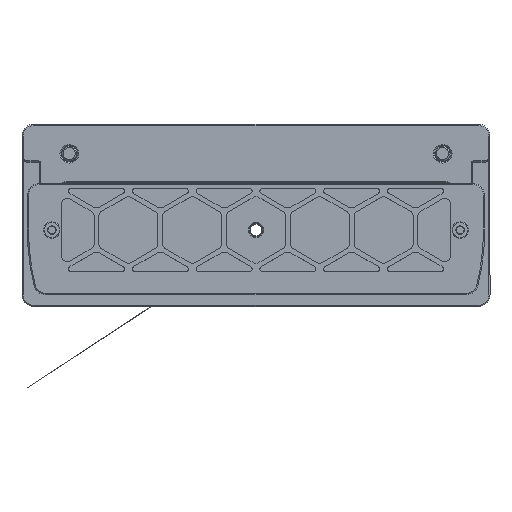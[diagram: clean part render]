
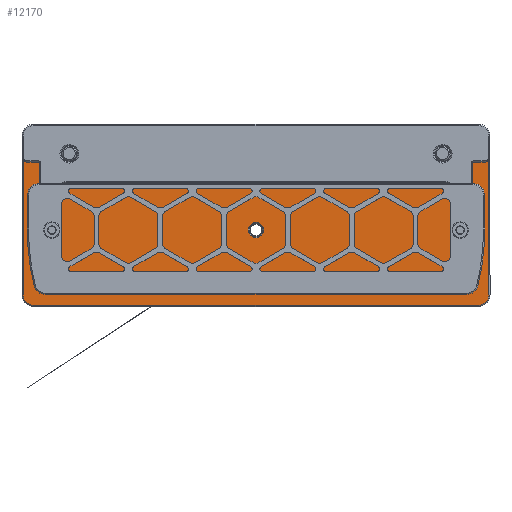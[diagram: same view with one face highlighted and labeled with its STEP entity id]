
A CAD part, top view. The second image highlights one B-rep face of the part: STEP entity #12170.
In plain terms, the highlighted face is planar.
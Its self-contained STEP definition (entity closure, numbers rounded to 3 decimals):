
#1703=LINE('',#46062,#2576);
#1705=LINE('',#46069,#2578);
#1708=LINE('',#46077,#2581);
#1711=LINE('',#46084,#2584);
#2576=VECTOR('',#16187,10.);
#2578=VECTOR('',#16195,10.);
#2581=VECTOR('',#16204,10.);
#2584=VECTOR('',#16213,10.);
#2771=FACE_BOUND('',#4212,.T.);
#2772=FACE_BOUND('',#4213,.T.);
#2773=FACE_BOUND('',#4214,.T.);
#2774=FACE_BOUND('',#4215,.T.);
#2775=FACE_BOUND('',#4216,.T.);
#3449=FACE_OUTER_BOUND('',#4211,.T.);
#4211=EDGE_LOOP('',(#11168,#11169,#11170,#11171,#11172,#11173,#11174,#11175));
#4212=EDGE_LOOP('',(#11176));
#4213=EDGE_LOOP('',(#11177));
#4214=EDGE_LOOP('',(#11178));
#4215=EDGE_LOOP('',(#11179));
#4216=EDGE_LOOP('',(#11180));
#4670=CIRCLE('',#13269,3.6);
#4671=CIRCLE('',#13272,3.6);
#4672=CIRCLE('',#13275,3.6);
#4673=CIRCLE('',#13278,3.6);
#4681=CIRCLE('',#13293,2.6);
#4682=CIRCLE('',#13294,3.15);
#4683=CIRCLE('',#13295,2.75);
#4684=CIRCLE('',#13296,3.15);
#4685=CIRCLE('',#13297,2.75);
#5818=VERTEX_POINT('',#46054);
#5819=VERTEX_POINT('',#46056);
#5820=VERTEX_POINT('',#46060);
#5821=VERTEX_POINT('',#46064);
#5822=VERTEX_POINT('',#46068);
#5823=VERTEX_POINT('',#46072);
#5824=VERTEX_POINT('',#46076);
#5825=VERTEX_POINT('',#46080);
#5832=VERTEX_POINT('',#46106);
#5833=VERTEX_POINT('',#46108);
#5834=VERTEX_POINT('',#46110);
#5835=VERTEX_POINT('',#46112);
#5836=VERTEX_POINT('',#46114);
#7593=EDGE_CURVE('',#5819,#5818,#4670,.T.);
#7595=EDGE_CURVE('',#5818,#5820,#1703,.T.);
#7597=EDGE_CURVE('',#5820,#5821,#4671,.T.);
#7598=EDGE_CURVE('',#5821,#5822,#1705,.T.);
#7601=EDGE_CURVE('',#5822,#5823,#4672,.T.);
#7602=EDGE_CURVE('',#5823,#5824,#1708,.T.);
#7605=EDGE_CURVE('',#5824,#5825,#4673,.T.);
#7606=EDGE_CURVE('',#5825,#5819,#1711,.T.);
#7616=EDGE_CURVE('',#5832,#5832,#4681,.T.);
#7617=EDGE_CURVE('',#5833,#5833,#4682,.T.);
#7618=EDGE_CURVE('',#5834,#5834,#4683,.T.);
#7619=EDGE_CURVE('',#5835,#5835,#4684,.T.);
#7620=EDGE_CURVE('',#5836,#5836,#4685,.T.);
#11168=ORIENTED_EDGE('',*,*,#7606,.F.);
#11169=ORIENTED_EDGE('',*,*,#7605,.F.);
#11170=ORIENTED_EDGE('',*,*,#7602,.F.);
#11171=ORIENTED_EDGE('',*,*,#7601,.F.);
#11172=ORIENTED_EDGE('',*,*,#7598,.F.);
#11173=ORIENTED_EDGE('',*,*,#7597,.F.);
#11174=ORIENTED_EDGE('',*,*,#7595,.F.);
#11175=ORIENTED_EDGE('',*,*,#7593,.F.);
#11176=ORIENTED_EDGE('',*,*,#7616,.F.);
#11177=ORIENTED_EDGE('',*,*,#7617,.F.);
#11178=ORIENTED_EDGE('',*,*,#7618,.F.);
#11179=ORIENTED_EDGE('',*,*,#7619,.F.);
#11180=ORIENTED_EDGE('',*,*,#7620,.F.);
#11496=PLANE('',#13292);
#12170=ADVANCED_FACE('',(#3449,#2771,#2772,#2773,#2774,#2775),#11496,.F.);
#13269=AXIS2_PLACEMENT_3D('',#46058,#16182,#16183);
#13272=AXIS2_PLACEMENT_3D('',#46066,#16191,#16192);
#13275=AXIS2_PLACEMENT_3D('',#46074,#16200,#16201);
#13278=AXIS2_PLACEMENT_3D('',#46082,#16209,#16210);
#13292=AXIS2_PLACEMENT_3D('',#46105,#16240,#16241);
#13293=AXIS2_PLACEMENT_3D('',#46107,#16242,#16243);
#13294=AXIS2_PLACEMENT_3D('',#46109,#16244,#16245);
#13295=AXIS2_PLACEMENT_3D('',#46111,#16246,#16247);
#13296=AXIS2_PLACEMENT_3D('',#46113,#16248,#16249);
#13297=AXIS2_PLACEMENT_3D('',#46115,#16250,#16251);
#16182=DIRECTION('center_axis',(-1.,0.,0.));
#16183=DIRECTION('ref_axis',(0.,0.707,0.707));
#16187=DIRECTION('',(0.,0.,-1.));
#16191=DIRECTION('center_axis',(-1.,0.,0.));
#16192=DIRECTION('ref_axis',(0.,0.707,-0.707));
#16195=DIRECTION('',(0.,-1.,0.));
#16200=DIRECTION('center_axis',(-1.,0.,0.));
#16201=DIRECTION('ref_axis',(0.,-0.707,-0.707));
#16204=DIRECTION('',(0.,0.,1.));
#16209=DIRECTION('center_axis',(-1.,0.,0.));
#16210=DIRECTION('ref_axis',(0.,-0.707,0.707));
#16213=DIRECTION('',(0.,1.,0.));
#16240=DIRECTION('center_axis',(-1.,0.,0.));
#16241=DIRECTION('ref_axis',(0.,0.,
1.));
#16242=DIRECTION('center_axis',(1.,0.,0.));
#16243=DIRECTION('ref_axis',(0.,-1.,0.));
#16244=DIRECTION('center_axis',(1.,0.,0.));
#16245=DIRECTION('ref_axis',(0.,1.,0.));
#16246=DIRECTION('center_axis',(1.,0.,0.));
#16247=DIRECTION('ref_axis',(0.,-1.,0.));
#16248=DIRECTION('center_axis',(1.,0.,0.));
#16249=DIRECTION('ref_axis',(0.,-1.,0.));
#16250=DIRECTION('center_axis',(1.,0.,0.));
#16251=DIRECTION('ref_axis',(0.,-1.,0.));
#46054=CARTESIAN_POINT('',(81.035,138.,119.829));
#46056=CARTESIAN_POINT('',(81.035,134.4,123.429));
#46058=CARTESIAN_POINT('Origin',(81.035,134.4,119.829));
#46060=CARTESIAN_POINT('',(81.035,138.,66.15));
#46062=CARTESIAN_POINT('',(81.035,138.,103.326));
#46064=CARTESIAN_POINT('',(81.035,134.4,62.55));
#46066=CARTESIAN_POINT('Origin',(81.035,134.4,66.15));
#46068=CARTESIAN_POINT('',(81.035,-16.,62.55));
#46069=CARTESIAN_POINT('',(81.035,101.292,62.55));
#46072=CARTESIAN_POINT('',(81.035,-19.6,66.15));
#46074=CARTESIAN_POINT('Origin',(81.035,-16.,66.15));
#46076=CARTESIAN_POINT('',(81.035,-19.6,119.829));
#46077=CARTESIAN_POINT('',(81.035,-19.6,73.471));
#46080=CARTESIAN_POINT('',(81.035,-16.,123.429));
#46082=CARTESIAN_POINT('Origin',(81.035,-16.,119.829));
#46084=CARTESIAN_POINT('',(81.035,38.1,123.429));
#46105=CARTESIAN_POINT('Origin',(81.035,71.997,80.693));
#46106=CARTESIAN_POINT('',(81.035,61.8,88.029));
#46107=CARTESIAN_POINT('Origin',(81.035,59.2,88.029));
#46108=CARTESIAN_POINT('',(81.035,-7.15,113.829));
#46109=CARTESIAN_POINT('Origin',(81.035,-4.,113.829));
#46110=CARTESIAN_POINT('',(81.035,131.05,88.029));
#46111=CARTESIAN_POINT('Origin',(81.035,128.3,88.029));
#46112=CARTESIAN_POINT('',(81.035,125.55,113.829));
#46113=CARTESIAN_POINT('Origin',(81.035,122.4,113.829));
#46114=CARTESIAN_POINT('',(81.035,-7.15,88.029));
#46115=CARTESIAN_POINT('Origin',(81.035,-9.9,88.029));
